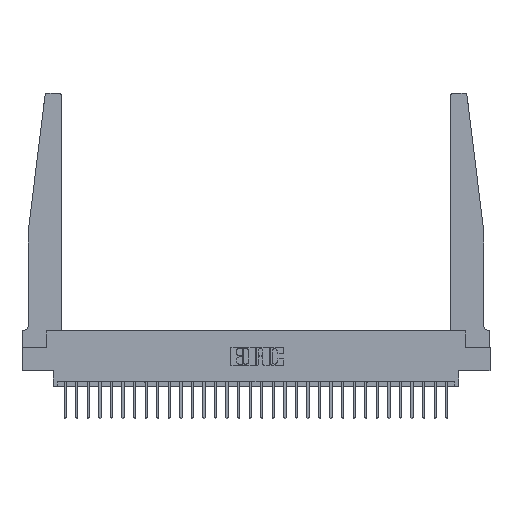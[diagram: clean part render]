
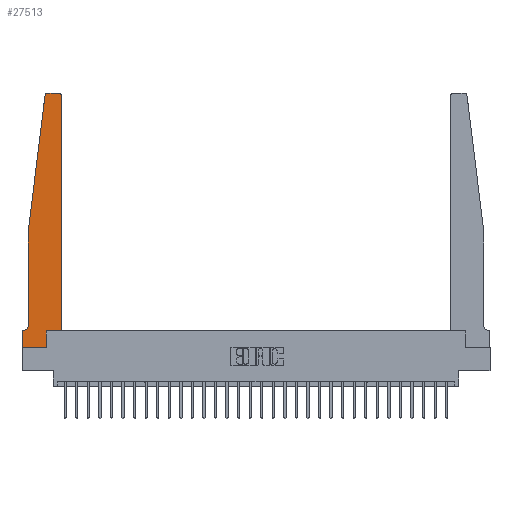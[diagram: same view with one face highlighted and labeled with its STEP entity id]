
A CAD part, top view. The second image highlights one B-rep face of the part: STEP entity #27513.
In plain terms, the highlighted planar face has unit normal (0, 0, 1).
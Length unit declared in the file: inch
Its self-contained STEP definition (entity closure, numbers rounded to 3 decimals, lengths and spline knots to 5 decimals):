
#318 = ORIENTED_EDGE ( 'NONE', *, *, #9865, .T. ) ;
#423 = DIRECTION ( 'NONE',  ( 0., 1., 0. ) ) ;
#710 = CARTESIAN_POINT ( 'NONE',  ( 0.2605, 0.18, 0.37 ) ) ;
#711 = VERTEX_POINT ( 'NONE', #19482 ) ;
#866 = LINE ( 'NONE', #5801, #8727 ) ;
#877 = LINE ( 'NONE', #3351, #27171 ) ;
#1051 = EDGE_CURVE ( 'NONE', #26018, #2102, #866, .T. ) ;
#1113 = VECTOR ( 'NONE', #18569, 39.37008 ) ;
#1568 = ORIENTED_EDGE ( 'NONE', *, *, #8362, .T. ) ;
#1671 = ORIENTED_EDGE ( 'NONE', *, *, #1051, .T. ) ;
#1888 = EDGE_CURVE ( 'NONE', #28262, #17465, #16168, .T. ) ;
#2102 = VERTEX_POINT ( 'NONE', #6955 ) ;
#2148 = VERTEX_POINT ( 'NONE', #11482 ) ;
#2161 = EDGE_LOOP ( 'NONE', ( #25885, #27885, #8405, #318, #26779, #1568, #17366, #14651, #14794, #1671, #25848, #4331 ) ) ;
#2375 = CARTESIAN_POINT ( 'NONE',  ( 0.2605, 0.18, 0.37 ) ) ;
#2763 = CARTESIAN_POINT ( 'NONE',  ( 0., 0., 0.37 ) ) ;
#2875 = CIRCLE ( 'NONE', #19113, 0.03 ) ;
#2930 = CARTESIAN_POINT ( 'NONE',  ( 0.27653, 2.72, 0.37 ) ) ;
#3056 = LINE ( 'NONE', #18588, #24402 ) ;
#3119 = DIRECTION ( 'NONE',  ( 0., 0., -1. ) ) ;
#3270 = LINE ( 'NONE', #23258, #14155 ) ;
#3312 = EDGE_CURVE ( 'NONE', #16879, #6349, #26082, .T. ) ;
#3351 = CARTESIAN_POINT ( 'NONE',  ( 0.065, 1.25, 0.37 ) ) ;
#3390 = FACE_OUTER_BOUND ( 'NONE', #2161, .T. ) ;
#3531 = DIRECTION ( 'NONE',  ( 1., 0., 0. ) ) ;
#3543 = CARTESIAN_POINT ( 'NONE',  ( 0.395, 2.72, 0.37 ) ) ;
#3823 = DIRECTION ( 'NONE',  ( 0., 0., 1. ) ) ;
#4331 = ORIENTED_EDGE ( 'NONE', *, *, #11152, .T. ) ;
#4778 = VERTEX_POINT ( 'NONE', #11761 ) ;
#5801 = CARTESIAN_POINT ( 'NONE',  ( 0.425, 0.18, 0.37 ) ) ;
#6315 = CARTESIAN_POINT ( 'NONE',  ( 0., 0., 0.37 ) ) ;
#6349 = VERTEX_POINT ( 'NONE', #20717 ) ;
#6693 = CARTESIAN_POINT ( 'NONE',  ( 0.395, 2.75, 0.37 ) ) ;
#6955 = CARTESIAN_POINT ( 'NONE',  ( 0.425, 0.18, 0.37 ) ) ;
#7320 = AXIS2_PLACEMENT_3D ( 'NONE', #23526, #12226, #3531 ) ;
#7731 = LINE ( 'NONE', #10076, #7839 ) ;
#7839 = VECTOR ( 'NONE', #23533, 39.37008 ) ;
#8347 = EDGE_CURVE ( 'NONE', #24338, #711, #877, .T. ) ;
#8362 = EDGE_CURVE ( 'NONE', #17465, #4778, #3056, .T. ) ;
#8405 = ORIENTED_EDGE ( 'NONE', *, *, #8347, .T. ) ;
#8727 = VECTOR ( 'NONE', #22889, 39.37008 ) ;
#9865 = EDGE_CURVE ( 'NONE', #711, #28262, #7731, .T. ) ;
#9884 = DIRECTION ( 'NONE',  ( -1., 0., 0. ) ) ;
#10076 = CARTESIAN_POINT ( 'NONE',  ( 0.065, 1.25, 0.37 ) ) ;
#11038 = CARTESIAN_POINT ( 'NONE',  ( 0., 0., 0.37 ) ) ;
#11152 = EDGE_CURVE ( 'NONE', #21966, #17127, #23338, .T. ) ;
#11260 = VECTOR ( 'NONE', #423, 39.37008 ) ;
#11482 = CARTESIAN_POINT ( 'NONE',  ( 0.27653, 2.75, 0.37 ) ) ;
#11761 = CARTESIAN_POINT ( 'NONE',  ( 0., 0.1875, 0.37 ) ) ;
#12065 = CARTESIAN_POINT ( 'NONE',  ( 0.015, 0.1875, 0.37 ) ) ;
#12226 = DIRECTION ( 'NONE',  ( 0., 0., 1. ) ) ;
#12258 = CARTESIAN_POINT ( 'NONE',  ( 0.24675, 2.72367, 0.37 ) ) ;
#12456 = AXIS2_PLACEMENT_3D ( 'NONE', #16044, #3119, #16331 ) ;
#13344 = LINE ( 'NONE', #26932, #11260 ) ;
#13781 = LINE ( 'NONE', #2763, #21111 ) ;
#13814 = EDGE_CURVE ( 'NONE', #17127, #2148, #3270, .T. ) ;
#14155 = VECTOR ( 'NONE', #25857, 39.37008 ) ;
#14651 = ORIENTED_EDGE ( 'NONE', *, *, #3312, .T. ) ;
#14794 = ORIENTED_EDGE ( 'NONE', *, *, #19074, .T. ) ;
#15527 = DIRECTION ( 'NONE',  ( 1., 0., 0. ) ) ;
#16044 = CARTESIAN_POINT ( 'NONE',  ( 0.015, 0.2375, 0.37 ) ) ;
#16168 = CIRCLE ( 'NONE', #12456, 0.05 ) ;
#16331 = DIRECTION ( 'NONE',  ( -1., 0., 0. ) ) ;
#16879 = VERTEX_POINT ( 'NONE', #6315 ) ;
#16904 = DIRECTION ( 'NONE',  ( 1., 0., 0. ) ) ;
#17127 = VERTEX_POINT ( 'NONE', #6693 ) ;
#17366 = ORIENTED_EDGE ( 'NONE', *, *, #21858, .T. ) ;
#17465 = VERTEX_POINT ( 'NONE', #12065 ) ;
#18302 = AXIS2_PLACEMENT_3D ( 'NONE', #3543, #3823, #16904 ) ;
#18569 = DIRECTION ( 'NONE',  ( 0., 1., 0. ) ) ;
#18588 = CARTESIAN_POINT ( 'NONE',  ( 0.065, 0.1875, 0.37 ) ) ;
#18610 = EDGE_CURVE ( 'NONE', #2148, #24338, #2875, .T. ) ;
#19074 = EDGE_CURVE ( 'NONE', #6349, #26018, #20599, .T. ) ;
#19113 = AXIS2_PLACEMENT_3D ( 'NONE', #2930, #20359, #20783 ) ;
#19482 = CARTESIAN_POINT ( 'NONE',  ( 0.065, 1.25, 0.37 ) ) ;
#19893 = EDGE_CURVE ( 'NONE', #2102, #21966, #13344, .T. ) ;
#20073 = VECTOR ( 'NONE', #15527, 39.37008 ) ;
#20359 = DIRECTION ( 'NONE',  ( 0., 0., 1. ) ) ;
#20599 = LINE ( 'NONE', #710, #1113 ) ;
#20717 = CARTESIAN_POINT ( 'NONE',  ( 0.2605, 0., 0.37 ) ) ;
#20783 = DIRECTION ( 'NONE',  ( 1., 0., 0. ) ) ;
#21111 = VECTOR ( 'NONE', #27085, 39.37008 ) ;
#21858 = EDGE_CURVE ( 'NONE', #4778, #16879, #13781, .T. ) ;
#21966 = VERTEX_POINT ( 'NONE', #25597 ) ;
#22889 = DIRECTION ( 'NONE',  ( 1., 0., 0. ) ) ;
#23199 = DIRECTION ( 'NONE',  ( -0.122, -0.992, 0. ) ) ;
#23234 = PLANE ( 'NONE',  #7320 ) ;
#23258 = CARTESIAN_POINT ( 'NONE',  ( 0.25, 2.75, 0.37 ) ) ;
#23338 = CIRCLE ( 'NONE', #18302, 0.03 ) ;
#23526 = CARTESIAN_POINT ( 'NONE',  ( 0., 0.1875, 0.37 ) ) ;
#23533 = DIRECTION ( 'NONE',  ( 0., -1., 0. ) ) ;
#24338 = VERTEX_POINT ( 'NONE', #12258 ) ;
#24402 = VECTOR ( 'NONE', #9884, 39.37008 ) ;
#25597 = CARTESIAN_POINT ( 'NONE',  ( 0.425, 2.72, 0.37 ) ) ;
#25848 = ORIENTED_EDGE ( 'NONE', *, *, #19893, .T. ) ;
#25857 = DIRECTION ( 'NONE',  ( -1., 0., 0. ) ) ;
#25885 = ORIENTED_EDGE ( 'NONE', *, *, #13814, .T. ) ;
#26018 = VERTEX_POINT ( 'NONE', #2375 ) ;
#26082 = LINE ( 'NONE', #11038, #20073 ) ;
#26779 = ORIENTED_EDGE ( 'NONE', *, *, #1888, .T. ) ;
#26932 = CARTESIAN_POINT ( 'NONE',  ( 0.425, 0.18, 0.37 ) ) ;
#27085 = DIRECTION ( 'NONE',  ( 0., -1., 0. ) ) ;
#27171 = VECTOR ( 'NONE', #23199, 39.37008 ) ;
#27249 = CARTESIAN_POINT ( 'NONE',  ( 0.065, 0.2375, 0.37 ) ) ;
#27513 = ADVANCED_FACE ( 'NONE', ( #3390 ), #23234, .T. ) ;
#27885 = ORIENTED_EDGE ( 'NONE', *, *, #18610, .T. ) ;
#28262 = VERTEX_POINT ( 'NONE', #27249 ) ;
